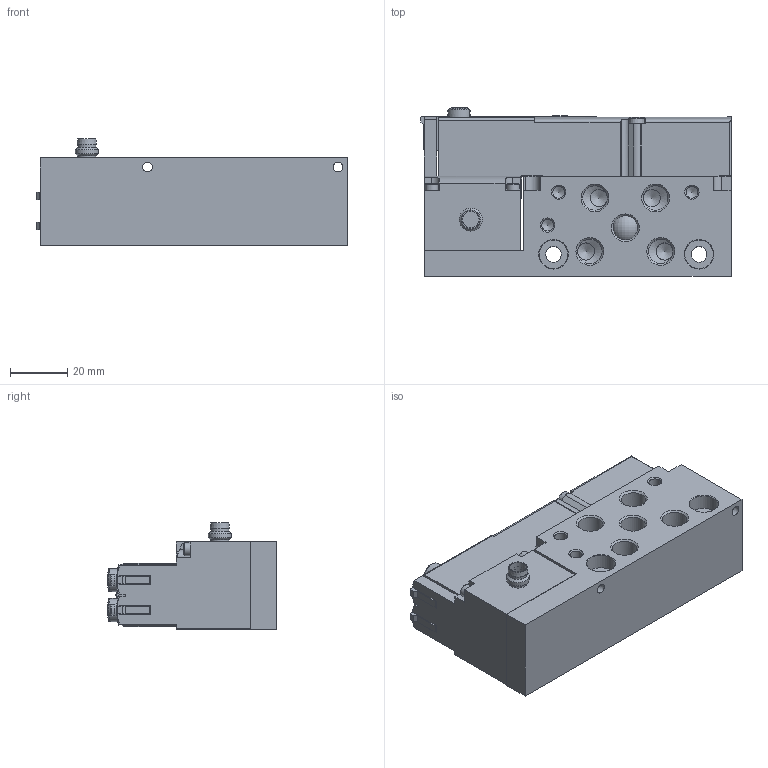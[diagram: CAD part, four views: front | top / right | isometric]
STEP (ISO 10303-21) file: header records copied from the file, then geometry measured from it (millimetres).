
FILE_DESCRIPTION(/* description */ ('STEP AP214'),/* implementation_level */ '2;1');
FILE_NAME(/* name */ '545233_VMPA2-M1H-I-S-G1_8-PI',/* time_stamp */ '2024-09-16T19:36:51+02:00',/* author */ ('License CC BY-ND 4.0'),/* organization */ ('CADENAS'),/* preprocessor_version */ 'ST-DEVELOPER v19.3',/* originating_system */ 'PARTsolutions',/* authorisation */ ' ');
FILE_SCHEMA (('AUTOMOTIVE_DESIGN {1 0 10303 214 3 1 1}'));
Length unit declared in the file: millimetre
Products named in the file (6): 545233 VMPA2-M1H-I-S-G1/8-PI; 537982 VMPA2-IC-AP-S-1---(P); 667897 VMPA2-BG---(BG); DIN-912 - M2.5x25(F); 543703 VMPA2-M1H-I-PI---(P); 674743 M3x24
Assembly tree (7 placements, depth 2):
  545233 VMPA2-M1H-I-S-G1/8-PI
    537982 VMPA2-IC-AP-S-1---(P)
    667897 VMPA2-BG---(BG)
    DIN-912 - M2.5x25(F)  x2
    543703 VMPA2-M1H-I-PI---(P)
    674743 M3x24  x2
Bounding box: 108.5 x 59.04 x 37.2 mm (x, y, z)
Volume: 146604 mm3; surface area: 42329.3 mm2
Topology: 7 solids, 7 shells, 466 faces, 1140 edges, 721 vertices
Faces by surface type: plane 247, cylinder 116, cone 84, torus 17, sphere 2
Full cylindrical faces by diameter (mm): 1 x1, 1.1 x1, 2.013 x3, 2.25 x2, 2.459 x2, 2.5 x2, 2.55 x2, 2.6 x2, 2.8 x3, 3 x2, 3.2 x2, 3.4 x12, 3.9 x2, 4.134 x3, 4.5 x4, 5.3 x2, 5.5 x2, 5.8 x1, 6 x4, 6.1 x2, 6.4 x2, 8 x4, 8.1 x2, 8.566 x5, 10 x2
Entity records: 11825 total; most frequent: CARTESIAN_POINT 2315, DIRECTION 1961, ORIENTED_EDGE 1710, EDGE_CURVE 855, AXIS2_PLACEMENT_3D 739, FACE_BOUND 640, VERTEX_POINT 629, EDGE_LOOP 624
